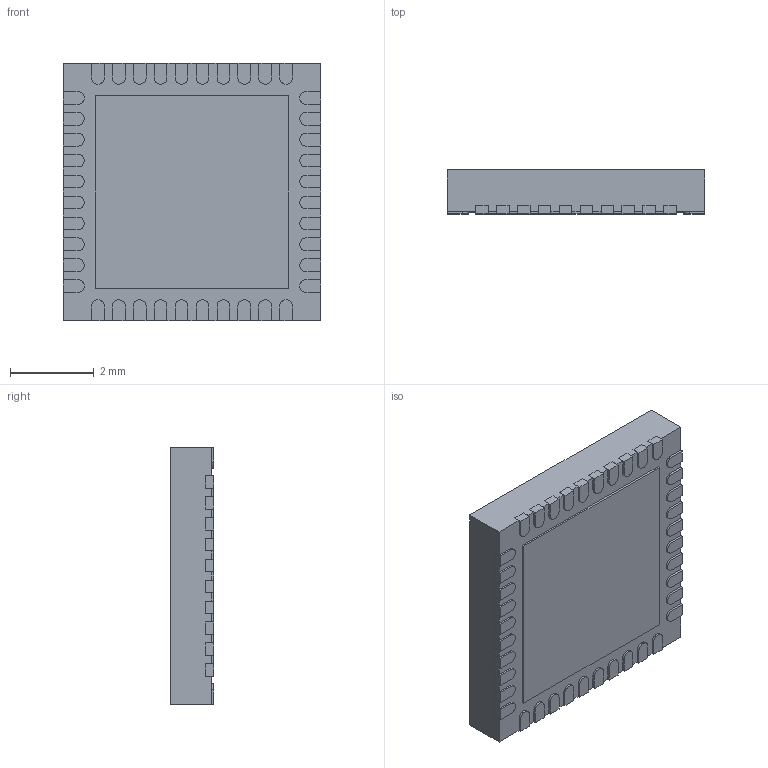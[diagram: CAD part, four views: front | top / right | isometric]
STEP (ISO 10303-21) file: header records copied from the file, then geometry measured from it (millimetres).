
FILE_DESCRIPTION (( 'STEP AP214' ), '1' );
FILE_NAME ('ALSRobot-QFN40 6X6.STEP', '2018-12-17T09:36:48', ( '' ), ( '' ), 'SwSTEP 2.0', 'SolidWorks 2018', '' );
FILE_SCHEMA (( 'AUTOMOTIVE_DESIGN' ));
Length unit declared in the file: millimetre
Products named in the file (44): ALSRobot-QFN40 6X6_User Library-QFN-40_33_1; ALSRobot-QFN40 6X6_User Library-QFN-40_3_1; ALSRobot-QFN40 6X6_User Library-QFN-40_31_1; ALSRobot-QFN40 6X6_User Library-QFN-40_13_1; ALSRobot-QFN40 6X6_User Library-QFN-40_19_1; ALSRobot-QFN40 6X6_User Library-QFN-40_29_1; ALSRobot-QFN40 6X6_User Library-QFN-40_16_1; ALSRobot-QFN40 6X6_User Library-QFN-40_20_1; ALSRobot-QFN40 6X6_User Library-QFN-40_42_1; ALSRobot-QFN40 6X6_User Library-QFN-40_2_1; ALSRobot-QFN40 6X6_User Library-QFN-40_30_1; ALSRobot-QFN40 6X6_User Library-QFN-40_7_1; ALSRobot-QFN40 6X6_User Library-QFN-40_1_1; ALSRobot-QFN40 6X6_User Library-QFN-40_26_1; ALSRobot-QFN40 6X6_User Library-QFN-40_17_1; ALSRobot-QFN40 6X6_User Library-QFN-40_15_1; ALSRobot-QFN40 6X6_User Library-QFN-40_21_1; ALSRobot-QFN40 6X6_User Library-QFN-40_36_1; ALSRobot-QFN40 6X6_User Library-QFN-40_5_1; ALSRobot-QFN40 6X6_User Library-QFN-40_23_1; ALSRobot-QFN40 6X6_User Library-QFN-40_43_1; ALSRobot-QFN40 6X6_User Library-QFN-40_10_1; ALSRobot-QFN40 6X6_User Library-QFN-40_4_1; ALSRobot-QFN40 6X6_User Library-QFN-40_11_1; ALSRobot-QFN40 6X6_User Library-QFN-40_41_1; ALSRobot-QFN40 6X6_User Library-QFN-40_35_1; ALSRobot-QFN40 6X6_User Library-QFN-40_24_1; ALSRobot-QFN40 6X6_User Library-QFN-40_18_1; ALSRobot-QFN40 6X6_User Library-QFN-40_28_1; ALSRobot-QFN40 6X6_User Library-QFN-40_25_1; ALSRobot-QFN40 6X6_User Library-QFN-40_14_1; ALSRobot-QFN40 6X6_User Library-QFN-40_40_1; ALSRobot-QFN40 6X6_User Library-QFN-40_34_1; ALSRobot-QFN40 6X6; ALSRobot-QFN40 6X6_User Library-QFN-40_37_1; ALSRobot-QFN40 6X6_User Library-QFN-40_32_1; ALSRobot-QFN40 6X6_User Library-QFN-40_39_1; ALSRobot-QFN40 6X6_User Library-QFN-40_9_1; ALSRobot-QFN40 6X6_User Library-QFN-40_12_1; ALSRobot-QFN40 6X6_User Library-QFN-40_27_1 ...
Assembly tree (43 placements, depth 2):
  ALSRobot-QFN40 6X6
    ALSRobot-QFN40 6X6_User Library-QFN-40_1_1
    ALSRobot-QFN40 6X6_User Library-QFN-40_2_1
    ALSRobot-QFN40 6X6_User Library-QFN-40_3_1
    ALSRobot-QFN40 6X6_User Library-QFN-40_4_1
    ALSRobot-QFN40 6X6_User Library-QFN-40_5_1
    ALSRobot-QFN40 6X6_User Library-QFN-40_6_1
    ALSRobot-QFN40 6X6_User Library-QFN-40_7_1
    ALSRobot-QFN40 6X6_User Library-QFN-40_8_1
    ALSRobot-QFN40 6X6_User Library-QFN-40_9_1
    ALSRobot-QFN40 6X6_User Library-QFN-40_10_1
    ALSRobot-QFN40 6X6_User Library-QFN-40_11_1
    ALSRobot-QFN40 6X6_User Library-QFN-40_12_1
    ALSRobot-QFN40 6X6_User Library-QFN-40_13_1
    ALSRobot-QFN40 6X6_User Library-QFN-40_14_1
    ALSRobot-QFN40 6X6_User Library-QFN-40_15_1
    ALSRobot-QFN40 6X6_User Library-QFN-40_16_1
    ALSRobot-QFN40 6X6_User Library-QFN-40_17_1
    ALSRobot-QFN40 6X6_User Library-QFN-40_18_1
    ALSRobot-QFN40 6X6_User Library-QFN-40_19_1
    ALSRobot-QFN40 6X6_User Library-QFN-40_20_1
    ALSRobot-QFN40 6X6_User Library-QFN-40_21_1
    ALSRobot-QFN40 6X6_User Library-QFN-40_22_1
    ALSRobot-QFN40 6X6_User Library-QFN-40_23_1
    ALSRobot-QFN40 6X6_User Library-QFN-40_24_1
    ALSRobot-QFN40 6X6_User Library-QFN-40_25_1
    ALSRobot-QFN40 6X6_User Library-QFN-40_26_1
    ALSRobot-QFN40 6X6_User Library-QFN-40_27_1
    ALSRobot-QFN40 6X6_User Library-QFN-40_28_1
    ALSRobot-QFN40 6X6_User Library-QFN-40_29_1
    ALSRobot-QFN40 6X6_User Library-QFN-40_30_1
    ALSRobot-QFN40 6X6_User Library-QFN-40_31_1
    ALSRobot-QFN40 6X6_User Library-QFN-40_32_1
    ALSRobot-QFN40 6X6_User Library-QFN-40_33_1
    ALSRobot-QFN40 6X6_User Library-QFN-40_34_1
    ALSRobot-QFN40 6X6_User Library-QFN-40_35_1
    ALSRobot-QFN40 6X6_User Library-QFN-40_36_1
    ALSRobot-QFN40 6X6_User Library-QFN-40_37_1
    ALSRobot-QFN40 6X6_User Library-QFN-40_38_1
    ALSRobot-QFN40 6X6_User Library-QFN-40_39_1
    ALSRobot-QFN40 6X6_User Library-QFN-40_40_1
    ALSRobot-QFN40 6X6_User Library-QFN-40_41_1
    ALSRobot-QFN40 6X6_User Library-QFN-40_42_1
    ALSRobot-QFN40 6X6_User Library-QFN-40_43_1
Bounding box: 6.15 x 1.05 x 6.15 mm (x, y, z)
Volume: 39.2 mm3; surface area: 177.7 mm2
Topology: 43 solids, 43 shells, 464 faces, 1128 edges, 752 vertices
Faces by surface type: plane 340, cylinder 124
Entity records: 20558 total; most frequent: DIRECTION 2396, CARTESIAN_POINT 2390, ORIENTED_EDGE 2256, EDGE_CURVE 1128, VECTOR 880, LINE 880, AXIS2_PLACEMENT_3D 758, VERTEX_POINT 752
